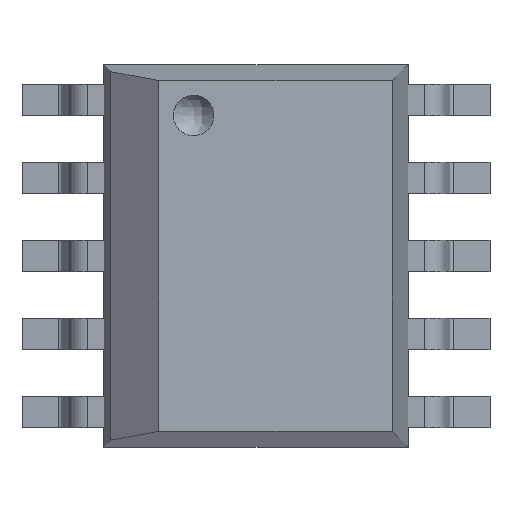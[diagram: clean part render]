
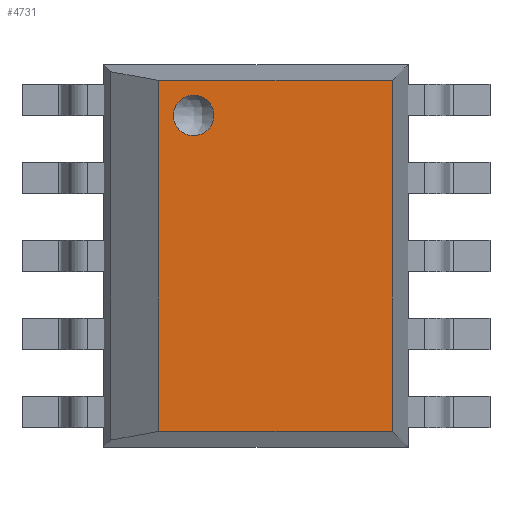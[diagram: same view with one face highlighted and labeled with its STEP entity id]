
A CAD part, top view. The second image highlights one B-rep face of the part: STEP entity #4731.
In plain terms, the highlighted planar face has unit normal (0, 0, 1).
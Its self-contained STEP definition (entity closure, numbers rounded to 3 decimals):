
#4633 = VERTEX_POINT('',#4634);
#4634 = CARTESIAN_POINT('',(-1.25,2.25,1.75));
#4640 = EDGE_CURVE('',#4633,#4641,#4643,.T.);
#4641 = VERTEX_POINT('',#4642);
#4642 = CARTESIAN_POINT('',(1.75,2.25,1.75));
#4643 = LINE('',#4644,#4645);
#4644 = CARTESIAN_POINT('',(-1.95,2.25,1.75));
#4645 = VECTOR('',#4646,1.);
#4646 = DIRECTION('',(1.,0.,0.));
#4664 = EDGE_CURVE('',#4641,#4665,#4667,.T.);
#4665 = VERTEX_POINT('',#4666);
#4666 = CARTESIAN_POINT('',(1.75,-2.25,1.75));
#4667 = LINE('',#4668,#4669);
#4668 = CARTESIAN_POINT('',(1.75,2.45,1.75));
#4669 = VECTOR('',#4670,1.);
#4670 = DIRECTION('',(0.,-1.,0.));
#4687 = EDGE_CURVE('',#4665,#4688,#4690,.T.);
#4688 = VERTEX_POINT('',#4689);
#4689 = CARTESIAN_POINT('',(-1.25,-2.25,1.75));
#4690 = LINE('',#4691,#4692);
#4691 = CARTESIAN_POINT('',(1.95,-2.25,1.75));
#4692 = VECTOR('',#4693,1.);
#4693 = DIRECTION('',(-1.,0.,0.));
#4731 = ADVANCED_FACE('',(#4732,#4743),#4775,.T.);
#4732 = FACE_BOUND('',#4733,.T.);
#4733 = EDGE_LOOP('',(#4734,#4735,#4736,#4737));
#4734 = ORIENTED_EDGE('',*,*,#4687,.F.);
#4735 = ORIENTED_EDGE('',*,*,#4664,.F.);
#4736 = ORIENTED_EDGE('',*,*,#4640,.F.);
#4737 = ORIENTED_EDGE('',*,*,#4738,.T.);
#4738 = EDGE_CURVE('',#4633,#4688,#4739,.T.);
#4739 = LINE('',#4740,#4741);
#4740 = CARTESIAN_POINT('',(-1.25,2.45,1.75));
#4741 = VECTOR('',#4742,1.);
#4742 = DIRECTION('',(0.,-1.,0.));
#4743 = FACE_BOUND('',#4744,.T.);
#4744 = EDGE_LOOP('',(#4745,#4762));
#4745 = ORIENTED_EDGE('',*,*,#4746,.T.);
#4746 = EDGE_CURVE('',#4747,#4749,#4751,.T.);
#4747 = VERTEX_POINT('',#4748);
#4748 = CARTESIAN_POINT('',(-0.54,1.8,1.75));
#4749 = VERTEX_POINT('',#4750);
#4750 = CARTESIAN_POINT('',(-1.06,1.8,1.75));
#4751 = B_SPLINE_CURVE_WITH_KNOTS('',3,(#4752,#4753,#4754,#4755,#4756,
    #4757,#4758,#4759,#4760,#4761),.UNSPECIFIED.,.F.,.F.,(4,2,2,2,4),(
    0.,0.,0.,0.001,
    0.001),.UNSPECIFIED.);
#4752 = CARTESIAN_POINT('',(-0.54,1.8,1.75));
#4753 = CARTESIAN_POINT('',(-0.54,1.731,1.75));
#4754 = CARTESIAN_POINT('',(-0.568,1.664,1.75));
#4755 = CARTESIAN_POINT('',(-0.664,1.568,1.75));
#4756 = CARTESIAN_POINT('',(-0.732,1.54,1.75));
#4757 = CARTESIAN_POINT('',(-0.869,1.54,1.75));
#4758 = CARTESIAN_POINT('',(-0.936,1.568,1.75));
#4759 = CARTESIAN_POINT('',(-1.032,1.664,1.75));
#4760 = CARTESIAN_POINT('',(-1.06,1.732,1.75));
#4761 = CARTESIAN_POINT('',(-1.06,1.8,1.75));
#4762 = ORIENTED_EDGE('',*,*,#4763,.T.);
#4763 = EDGE_CURVE('',#4749,#4747,#4764,.T.);
#4764 = B_SPLINE_CURVE_WITH_KNOTS('',3,(#4765,#4766,#4767,#4768,#4769,
    #4770,#4771,#4772,#4773,#4774),.UNSPECIFIED.,.F.,.F.,(4,2,2,2,4),(
    0.001,0.001,0.001,
    0.001,0.002),.UNSPECIFIED.);
#4765 = CARTESIAN_POINT('',(-1.06,1.8,1.75));
#4766 = CARTESIAN_POINT('',(-1.06,1.868,1.75));
#4767 = CARTESIAN_POINT('',(-1.032,1.935,1.75));
#4768 = CARTESIAN_POINT('',(-0.935,2.032,1.75));
#4769 = CARTESIAN_POINT('',(-0.868,2.06,
    1.75));
#4770 = CARTESIAN_POINT('',(-0.732,2.06,
    1.75));
#4771 = CARTESIAN_POINT('',(-0.664,2.032,1.75));
#4772 = CARTESIAN_POINT('',(-0.568,1.936,1.75));
#4773 = CARTESIAN_POINT('',(-0.54,1.869,1.75));
#4774 = CARTESIAN_POINT('',(-0.54,1.8,1.75));
#4775 = PLANE('',#4776);
#4776 = AXIS2_PLACEMENT_3D('',#4777,#4778,#4779);
#4777 = CARTESIAN_POINT('',(-1.95,2.45,1.75));
#4778 = DIRECTION('',(0.,0.,1.));
#4779 = DIRECTION('',(1.,0.,0.));
